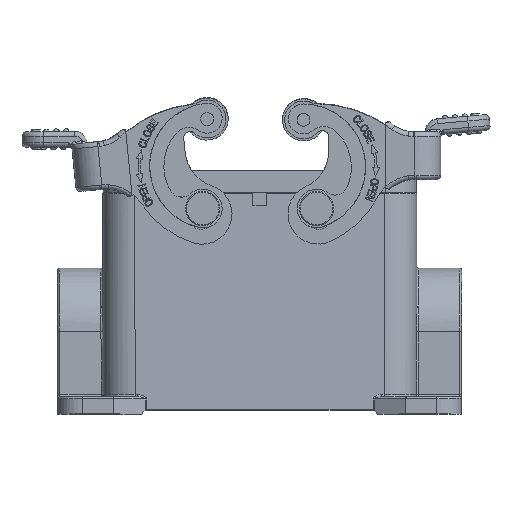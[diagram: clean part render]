
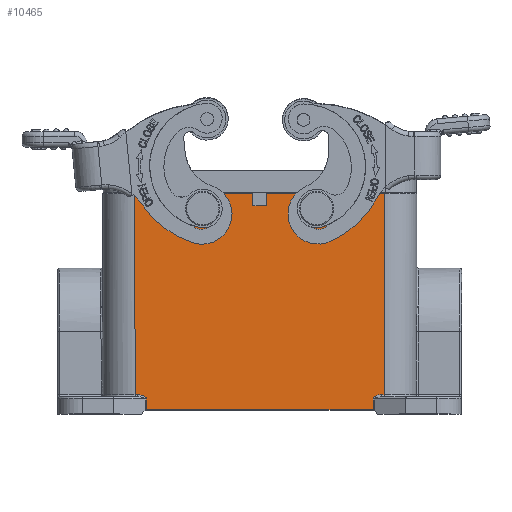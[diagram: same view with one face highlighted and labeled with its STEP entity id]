
A CAD part, top view. The second image highlights one B-rep face of the part: STEP entity #10465.
In plain terms, the highlighted planar face has unit normal (0, 0.004, 1).
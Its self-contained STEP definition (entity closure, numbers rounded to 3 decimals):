
#9182=FACE_BOUND('',#13757,.T.);
#9183=FACE_BOUND('',#13758,.T.);
#9184=FACE_BOUND('',#13759,.T.);
#9628=ELLIPSE('',#33821,2.282,2.282);
#9629=ELLIPSE('',#33822,1.5,1.5);
#9630=ELLIPSE('',#33823,1.992,1.);
#9631=ELLIPSE('',#33824,1.992,1.);
#9734=PLANE('',#33825);
#10465=ADVANCED_FACE('',(#9182,#9183,#9184),#9734,.T.);
#13757=EDGE_LOOP('',(#19592));
#13758=EDGE_LOOP('',(#19593));
#13759=EDGE_LOOP('',(#19594,#19595,#19596,#19597,#19598,#19599,#19600,#19601,
#19602,#19603,#19604,#19605,#19606,#19607));
#15546=LINE('',#43257,#17520);
#15547=LINE('',#43260,#17521);
#15548=LINE('',#43262,#17522);
#15549=LINE('',#43264,#17523);
#15550=LINE('',#43268,#17524);
#15551=LINE('',#43270,#17525);
#15552=LINE('',#43272,#17526);
#15553=LINE('',#43276,#17527);
#15554=LINE('',#43278,#17528);
#15555=LINE('',#43280,#17529);
#15556=LINE('',#43282,#17530);
#15557=LINE('',#43284,#17531);
#17520=VECTOR('',#36310,1.);
#17521=VECTOR('',#36311,1.);
#17522=VECTOR('',#36312,1.);
#17523=VECTOR('',#36313,1.);
#17524=VECTOR('',#36316,1.);
#17525=VECTOR('',#36317,1.);
#17526=VECTOR('',#36318,1.);
#17527=VECTOR('',#36321,1.);
#17528=VECTOR('',#36322,1.);
#17529=VECTOR('',#36323,1.);
#17530=VECTOR('',#36324,1.);
#17531=VECTOR('',#36325,1.);
#19592=ORIENTED_EDGE('',*,*,#29203,.T.);
#19593=ORIENTED_EDGE('',*,*,#29204,.T.);
#19594=ORIENTED_EDGE('',*,*,#29205,.F.);
#19595=ORIENTED_EDGE('',*,*,#29206,.T.);
#19596=ORIENTED_EDGE('',*,*,#29207,.T.);
#19597=ORIENTED_EDGE('',*,*,#29208,.T.);
#19598=ORIENTED_EDGE('',*,*,#29209,.T.);
#19599=ORIENTED_EDGE('',*,*,#29210,.T.);
#19600=ORIENTED_EDGE('',*,*,#29211,.F.);
#19601=ORIENTED_EDGE('',*,*,#29212,.T.);
#19602=ORIENTED_EDGE('',*,*,#29213,.T.);
#19603=ORIENTED_EDGE('',*,*,#29214,.T.);
#19604=ORIENTED_EDGE('',*,*,#29215,.T.);
#19605=ORIENTED_EDGE('',*,*,#29216,.T.);
#19606=ORIENTED_EDGE('',*,*,#29217,.F.);
#19607=ORIENTED_EDGE('',*,*,#29218,.F.);
#26844=VERTEX_POINT('',#43254);
#26845=VERTEX_POINT('',#43256);
#26846=VERTEX_POINT('',#43258);
#26847=VERTEX_POINT('',#43259);
#26848=VERTEX_POINT('',#43261);
#26849=VERTEX_POINT('',#43263);
#26850=VERTEX_POINT('',#43265);
#26851=VERTEX_POINT('',#43267);
#26852=VERTEX_POINT('',#43269);
#26853=VERTEX_POINT('',#43271);
#26854=VERTEX_POINT('',#43273);
#26855=VERTEX_POINT('',#43275);
#26856=VERTEX_POINT('',#43277);
#26857=VERTEX_POINT('',#43279);
#26858=VERTEX_POINT('',#43281);
#26859=VERTEX_POINT('',#43283);
#29203=EDGE_CURVE('',#26844,#26844,#9628,.T.);
#29204=EDGE_CURVE('',#26845,#26845,#9629,.T.);
#29205=EDGE_CURVE('',#26846,#26847,#15546,.T.);
#29206=EDGE_CURVE('',#26846,#26848,#15547,.T.);
#29207=EDGE_CURVE('',#26848,#26849,#15548,.T.);
#29208=EDGE_CURVE('',#26849,#26850,#15549,.T.);
#29209=EDGE_CURVE('',#26850,#26851,#9630,.T.);
#29210=EDGE_CURVE('',#26851,#26852,#15550,.T.);
#29211=EDGE_CURVE('',#26853,#26852,#15551,.T.);
#29212=EDGE_CURVE('',#26853,#26854,#15552,.T.);
#29213=EDGE_CURVE('',#26854,#26855,#9631,.T.);
#29214=EDGE_CURVE('',#26855,#26856,#15553,.T.);
#29215=EDGE_CURVE('',#26856,#26857,#15554,.T.);
#29216=EDGE_CURVE('',#26857,#26858,#15555,.T.);
#29217=EDGE_CURVE('',#26859,#26858,#15556,.T.);
#29218=EDGE_CURVE('',#26847,#26859,#15557,.T.);
#33821=AXIS2_PLACEMENT_3D('',#43253,#36306,#36307);
#33822=AXIS2_PLACEMENT_3D('',#43255,#36308,#36309);
#33823=AXIS2_PLACEMENT_3D('',#43266,#36314,#36315);
#33824=AXIS2_PLACEMENT_3D('',#43274,#36319,#36320);
#33825=AXIS2_PLACEMENT_3D('',#43285,#36326,#36327);
#36306=DIRECTION('',(0.,-0.003,-1.));
#36307=DIRECTION('',(0.,-1.,0.003));
#36308=DIRECTION('',(0.,-0.003,-1.));
#36309=DIRECTION('',(0.,1.,-0.003));
#36310=DIRECTION('',(0.,-1.,0.003));
#36311=DIRECTION('',(-1.,0.,0.));
#36312=DIRECTION('',(0.002,-1.,0.003));
#36313=DIRECTION('',(1.,0.,0.));
#36314=DIRECTION('',(0.,-0.003,-1.));
#36315=DIRECTION('',(-1.,-0.002,0.));
#36316=DIRECTION('',(-0.006,-1.,0.003));
#36317=DIRECTION('',(-1.,0.,0.));
#36318=DIRECTION('',(-0.006,1.,-0.003));
#36319=DIRECTION('',(0.,-0.003,-1.));
#36320=DIRECTION('',(-1.,0.002,0.));
#36321=DIRECTION('',(1.,0.,0.));
#36322=DIRECTION('',(0.002,1.,-0.003));
#36323=DIRECTION('',(-1.,0.,0.));
#36324=DIRECTION('',(0.,1.,-0.003));
#36325=DIRECTION('',(1.,0.,0.));
#36326=DIRECTION('',(0.,0.003,1.));
#36327=DIRECTION('',(0.,-1.,0.003));
#43253=CARTESIAN_POINT('',(35.806,30.686,48.263));
#43254=CARTESIAN_POINT('',(35.806,28.404,48.271));
#43255=CARTESIAN_POINT('',(62.306,30.702,48.263));
#43256=CARTESIAN_POINT('',(62.306,32.202,48.257));
#43257=CARTESIAN_POINT('',(47.456,34.491,48.249));
#43258=CARTESIAN_POINT('',(47.456,34.145,48.251));
#43259=CARTESIAN_POINT('',(47.456,31.344,48.26));
#43260=CARTESIAN_POINT('',(20.056,34.145,48.251));
#43261=CARTESIAN_POINT('',(19.966,34.145,48.251));
#43262=CARTESIAN_POINT('',(19.966,34.326,48.25));
#43263=CARTESIAN_POINT('',(20.048,-12.658,48.414));
#43264=CARTESIAN_POINT('',(30.106,-12.658,48.414));
#43265=CARTESIAN_POINT('',(20.666,-12.658,48.414));
#43266=CARTESIAN_POINT('',(20.66,-13.658,48.418));
#43267=CARTESIAN_POINT('',(22.652,-13.658,48.418));
#43268=CARTESIAN_POINT('',(22.941,34.387,48.25));
#43269=CARTESIAN_POINT('',(22.637,-16.156,48.426));
#43270=CARTESIAN_POINT('',(30.106,-16.156,48.426));
#43271=CARTESIAN_POINT('',(75.475,-16.156,48.426));
#43272=CARTESIAN_POINT('',(75.457,-13.154,48.416));
#43273=CARTESIAN_POINT('',(75.46,-13.658,48.418));
#43274=CARTESIAN_POINT('',(77.451,-13.658,48.418));
#43275=CARTESIAN_POINT('',(77.445,-12.658,48.414));
#43276=CARTESIAN_POINT('',(30.106,-12.658,48.414));
#43277=CARTESIAN_POINT('',(78.064,-12.658,48.414));
#43278=CARTESIAN_POINT('',(78.146,34.26,48.25));
#43279=CARTESIAN_POINT('',(78.145,34.145,48.251));
#43280=CARTESIAN_POINT('',(20.056,34.145,48.251));
#43281=CARTESIAN_POINT('',(50.656,34.145,48.251));
#43282=CARTESIAN_POINT('',(50.656,31.491,48.26));
#43283=CARTESIAN_POINT('',(50.656,31.344,48.26));
#43284=CARTESIAN_POINT('',(47.456,31.344,48.26));
#43285=CARTESIAN_POINT('',(30.106,34.344,48.25));
